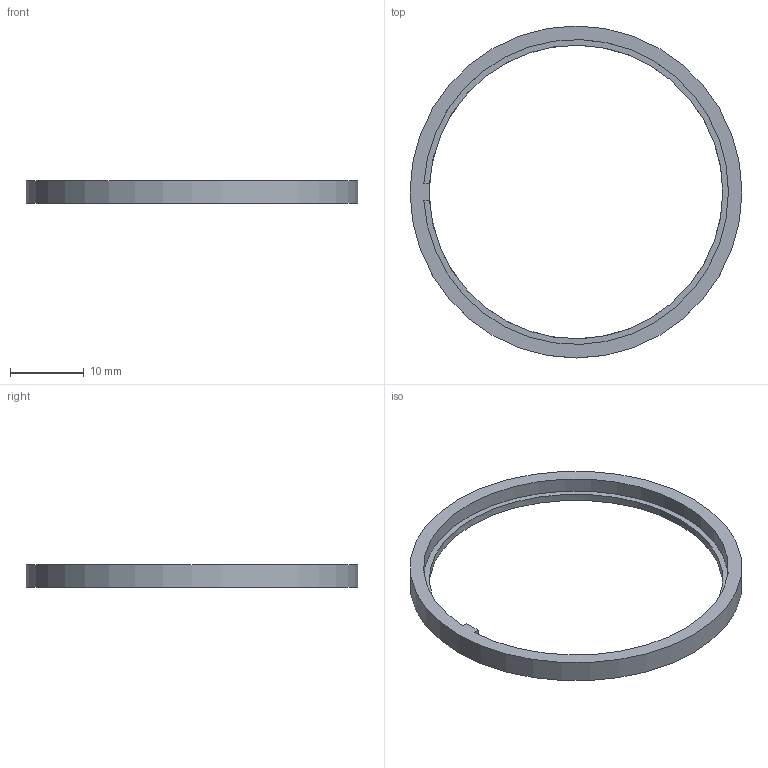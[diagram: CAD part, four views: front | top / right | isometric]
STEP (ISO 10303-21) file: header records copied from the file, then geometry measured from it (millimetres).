
FILE_DESCRIPTION(/* description */ (''),/* implementation_level */ '2;1');
FILE_NAME(/* name */ 'cirque40ring v1.step',/* time_stamp */ '2022-07-08T21:41:06+01:00',/* author */ (''),/* organization */ (''),/* preprocessor_version */ 'ST-DEVELOPER v19',/* originating_system */ 'Autodesk Translation Framework v11.7.0.108',/* authorisation */ '');
FILE_SCHEMA (('AUTOMOTIVE_DESIGN { 1 0 10303 214 3 1 1 }'));
Length unit declared in the file: millimetre
Products named in the file (1): cirque40ring
Bounding box: 45 x 45 x 3 mm (x, y, z)
Volume: 848.1 mm3; surface area: 1505.8 mm2
Topology: 1 solids, 1 shells, 10 faces, 20 edges, 12 vertices
Faces by surface type: plane 7, cylinder 3
Full cylindrical faces by diameter (mm): 39.791 x1, 45 x1
Entity records: 297 total; most frequent: DIRECTION 50, CARTESIAN_POINT 43, ORIENTED_EDGE 40, EDGE_CURVE 20, AXIS2_PLACEMENT_3D 19, EDGE_LOOP 12, LINE 12, VECTOR 12
